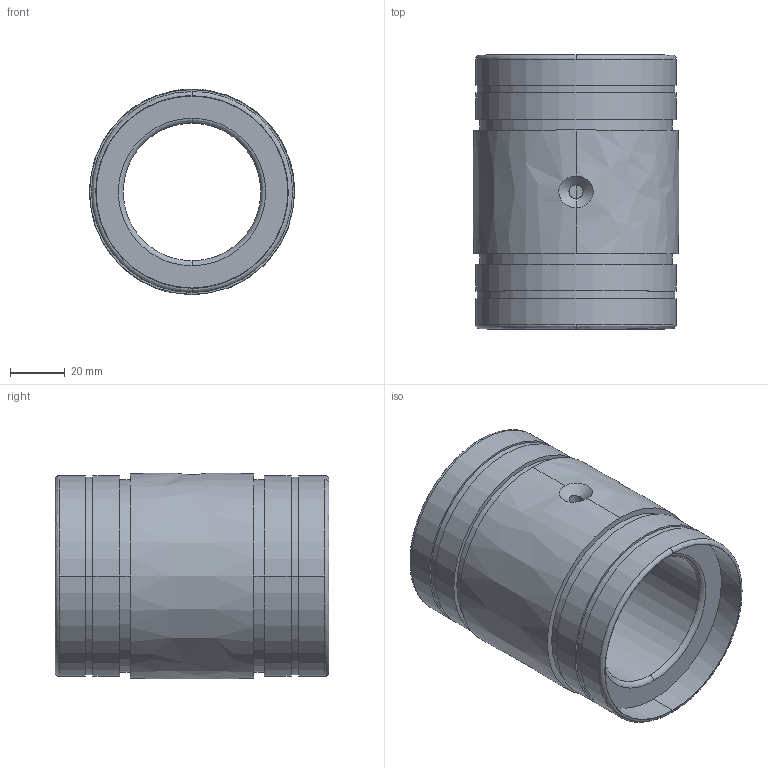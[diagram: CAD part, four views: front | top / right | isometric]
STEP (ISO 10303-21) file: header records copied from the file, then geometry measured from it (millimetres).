
FILE_DESCRIPTION (( 'STEP AP214' ), '1' );
FILE_NAME ('L50SA.STEP', '2020-11-18T14:59:57', ( '' ), ( '' ), 'SwSTEP 2.0', 'SolidWorks 2013', '' );
FILE_SCHEMA (( 'AUTOMOTIVE_DESIGN' ));
Length unit declared in the file: inch
Products named in the file (1): L50SA
Bounding box: 74.89 x 99.72 x 74.9 mm (x, y, z)
Volume: 188417.9 mm3; surface area: 46622.4 mm2
Topology: 1 solids, 1 shells, 56 faces, 133 edges, 87 vertices
Faces by surface type: cylinder 28, bspline 16, plane 12
Entity records: 2612 total; most frequent: CARTESIAN_POINT 1291, DIRECTION 277, ORIENTED_EDGE 266, EDGE_CURVE 133, AXIS2_PLACEMENT_3D 124, VERTEX_POINT 87, CIRCLE 83, EDGE_LOOP 68
